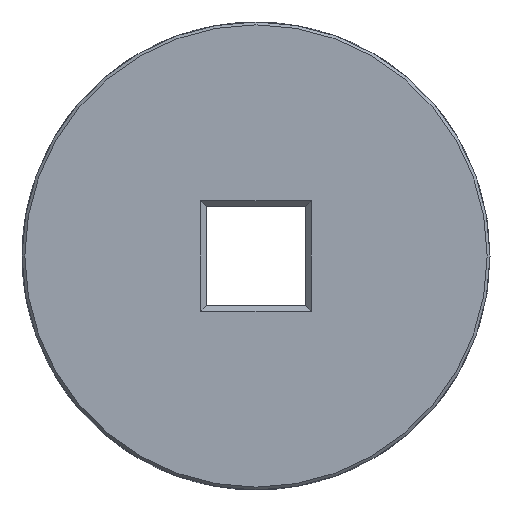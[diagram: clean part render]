
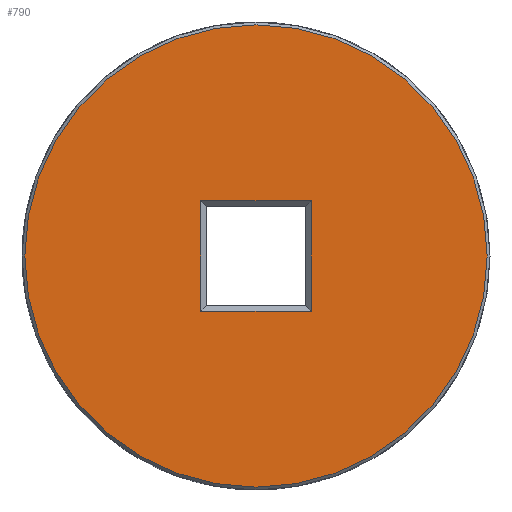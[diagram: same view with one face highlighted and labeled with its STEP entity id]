
A CAD part, front view. The second image highlights one B-rep face of the part: STEP entity #790.
In plain terms, the highlighted planar face has unit normal (0, -1, 0).
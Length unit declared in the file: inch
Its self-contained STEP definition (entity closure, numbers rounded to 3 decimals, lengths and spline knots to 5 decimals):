
#20=FACE_BOUND('',#152,.T.);
#72=CIRCLE('',#877,1.2135);
#106=FACE_OUTER_BOUND('',#151,.T.);
#151=EDGE_LOOP('',(#641));
#152=EDGE_LOOP('',(#642,#643,#644,#645));
#210=LINE('',#1325,#274);
#214=LINE('',#1333,#278);
#217=LINE('',#1337,#281);
#218=LINE('',#1339,#282);
#274=VECTOR('',#1047,0.3937);
#278=VECTOR('',#1053,0.3937);
#281=VECTOR('',#1058,0.3937);
#282=VECTOR('',#1061,0.3937);
#363=VERTEX_POINT('',#1323);
#364=VERTEX_POINT('',#1324);
#366=VERTEX_POINT('',#1331);
#367=VERTEX_POINT('',#1332);
#368=VERTEX_POINT('',#1344);
#462=EDGE_CURVE('',#363,#364,#210,.T.);
#466=EDGE_CURVE('',#366,#367,#214,.T.);
#469=EDGE_CURVE('',#367,#363,#217,.T.);
#470=EDGE_CURVE('',#364,#366,#218,.T.);
#473=EDGE_CURVE('',#368,#368,#72,.T.);
#641=ORIENTED_EDGE('',*,*,#473,.F.);
#642=ORIENTED_EDGE('',*,*,#466,.F.);
#643=ORIENTED_EDGE('',*,*,#470,.F.);
#644=ORIENTED_EDGE('',*,*,#462,.F.);
#645=ORIENTED_EDGE('',*,*,#469,.F.);
#753=PLANE('',#876);
#790=ADVANCED_FACE('',(#106,#20),#753,.T.);
#876=AXIS2_PLACEMENT_3D('',#1343,#1066,#1067);
#877=AXIS2_PLACEMENT_3D('',#1345,#1068,#1069);
#1047=DIRECTION('',(-1.,0.,0.));
#1053=DIRECTION('',(1.,0.,0.));
#1058=DIRECTION('',(0.,0.,1.));
#1061=DIRECTION('',(0.,0.,-1.));
#1066=DIRECTION('center_axis',(0.,-1.,0.));
#1067=DIRECTION('ref_axis',(1.,0.,0.));
#1068=DIRECTION('center_axis',(0.,1.,0.));
#1069=DIRECTION('ref_axis',(1.,0.,0.));
#1323=CARTESIAN_POINT('',(0.29,-2.385,0.29));
#1324=CARTESIAN_POINT('',(-0.29,-2.385,0.29));
#1325=CARTESIAN_POINT('',(-0.13,-2.385,0.29));
#1331=CARTESIAN_POINT('',(-0.29,-2.385,-0.29));
#1332=CARTESIAN_POINT('',(0.29,-2.385,-0.29));
#1333=CARTESIAN_POINT('',(0.13,-2.385,-0.29));
#1337=CARTESIAN_POINT('',(0.29,-2.385,0.13));
#1339=CARTESIAN_POINT('',(-0.29,-2.385,-0.13));
#1343=CARTESIAN_POINT('Origin',(0.,-2.385,0.));
#1344=CARTESIAN_POINT('',(-1.2135,-2.385,0.));
#1345=CARTESIAN_POINT('Origin',(0.,-2.385,0.));
